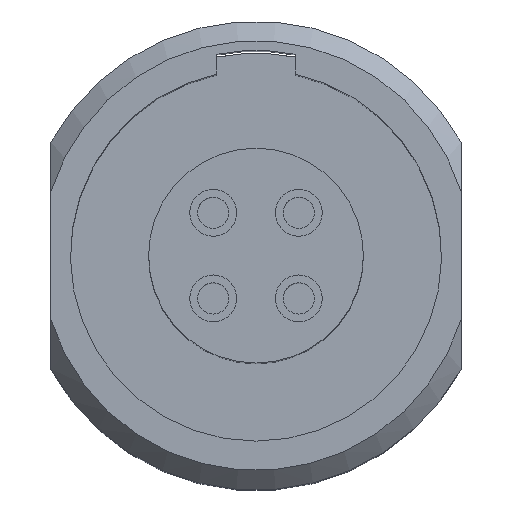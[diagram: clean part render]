
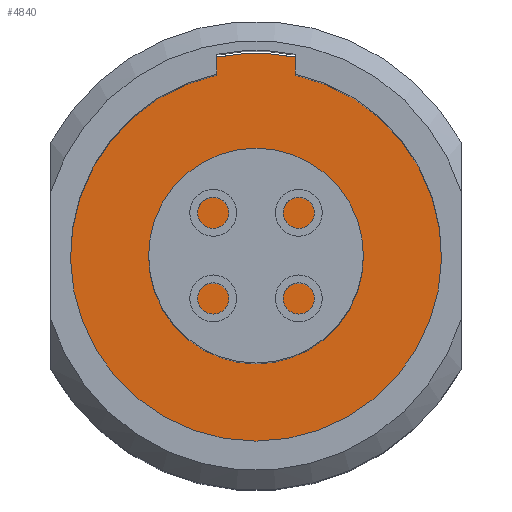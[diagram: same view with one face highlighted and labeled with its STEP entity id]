
A CAD part, top view. The second image highlights one B-rep face of the part: STEP entity #4840.
In plain terms, the highlighted planar face has unit normal (0, 0, 1).
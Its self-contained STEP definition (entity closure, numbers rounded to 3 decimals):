
#4257=CARTESIAN_POINT('',(-1.,5.103,8.45));
#4258=VERTEX_POINT('',#4257);
#4265=CARTESIAN_POINT('',(1.,5.103,8.45));
#4266=VERTEX_POINT('',#4265);
#4267=CARTESIAN_POINT('',(0.,0.,8.45));
#4268=DIRECTION('',(0.0,0.0,-1.0));
#4269=DIRECTION('',(-1.0,0.0,0.0));
#4270=AXIS2_PLACEMENT_3D('',#4267,#4268,#4269);
#4271=CIRCLE('',#4270,5.2);
#4272=EDGE_CURVE('',#4258,#4266,#4271,.T.);
#4307=CARTESIAN_POINT('',(1.,4.644,8.45));
#4308=VERTEX_POINT('',#4307);
#4309=CARTESIAN_POINT('',(1.,4.644,8.45));
#4310=DIRECTION('',(0.0,1.0,0.0));
#4311=VECTOR('',#4310,0.459);
#4312=LINE('',#4309,#4311);
#4313=EDGE_CURVE('',#4308,#4266,#4312,.T.);
#4402=CARTESIAN_POINT('',(-1.,4.644,8.45));
#4403=VERTEX_POINT('',#4402);
#4410=CARTESIAN_POINT('',(-1.,5.103,8.45));
#4411=DIRECTION('',(0.0,-1.0,0.0));
#4412=VECTOR('',#4411,0.459);
#4413=LINE('',#4410,#4412);
#4414=EDGE_CURVE('',#4258,#4403,#4413,.T.);
#4823=CARTESIAN_POINT('',(0.,0.,8.45));
#4824=DIRECTION('',(0.0,0.0,1.0));
#4825=DIRECTION('',(1.0,0.0,0.0));
#4826=AXIS2_PLACEMENT_3D('',#4823,#4824,#4825);
#4827=PLANE('',#4826);
#4828=CARTESIAN_POINT('',(0.,0.,8.45));
#4829=DIRECTION('',(0.0,0.0,1.0));
#4830=DIRECTION('',(1.0,0.0,0.0));
#4831=AXIS2_PLACEMENT_3D('',#4828,#4829,#4830);
#4832=CIRCLE('',#4831,4.75);
#4833=EDGE_CURVE('',#4403,#4308,#4832,.T.);
#4834=ORIENTED_EDGE('',*,*,#4833,.T.);
#4835=ORIENTED_EDGE('',*,*,#4313,.T.);
#4836=ORIENTED_EDGE('',*,*,#4272,.F.);
#4837=ORIENTED_EDGE('',*,*,#4414,.T.);
#4838=EDGE_LOOP('',(#4834,#4835,#4836,#4837));
#4839=FACE_OUTER_BOUND('',#4838,.T.);
#4840=ADVANCED_FACE('',(#4839),#4827,.T.);
